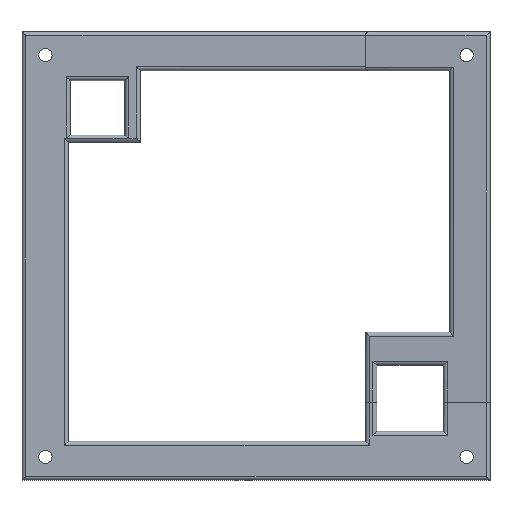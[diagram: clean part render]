
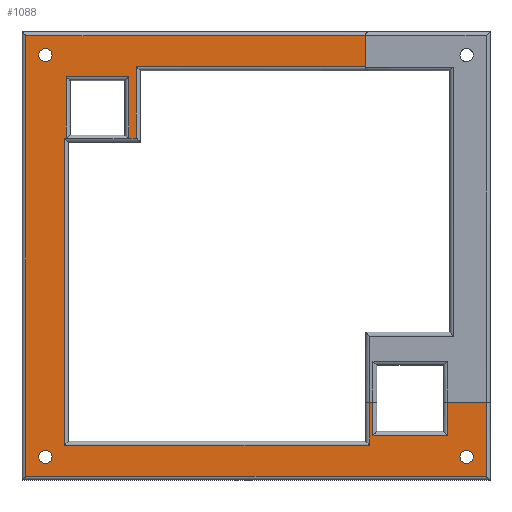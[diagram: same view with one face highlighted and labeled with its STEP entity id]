
A CAD part, top view. The second image highlights one B-rep face of the part: STEP entity #1088.
In plain terms, the highlighted planar face has unit normal (0, 0, 1).
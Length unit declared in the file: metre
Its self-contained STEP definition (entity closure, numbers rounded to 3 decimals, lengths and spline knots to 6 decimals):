
#51=CIRCLE('',#1171,0.0017);
#52=CIRCLE('',#1172,0.0017);
#53=CIRCLE('',#1173,0.0017);
#224=ORIENTED_EDGE('',*,*,#507,.T.);
#225=ORIENTED_EDGE('',*,*,#508,.T.);
#226=ORIENTED_EDGE('',*,*,#458,.F.);
#227=ORIENTED_EDGE('',*,*,#509,.T.);
#228=ORIENTED_EDGE('',*,*,#510,.T.);
#229=ORIENTED_EDGE('',*,*,#511,.T.);
#230=ORIENTED_EDGE('',*,*,#512,.T.);
#231=ORIENTED_EDGE('',*,*,#513,.T.);
#232=ORIENTED_EDGE('',*,*,#514,.T.);
#233=ORIENTED_EDGE('',*,*,#515,.T.);
#234=ORIENTED_EDGE('',*,*,#516,.T.);
#235=ORIENTED_EDGE('',*,*,#517,.T.);
#236=ORIENTED_EDGE('',*,*,#518,.T.);
#237=ORIENTED_EDGE('',*,*,#496,.F.);
#238=ORIENTED_EDGE('',*,*,#519,.T.);
#239=ORIENTED_EDGE('',*,*,#520,.T.);
#240=ORIENTED_EDGE('',*,*,#521,.T.);
#241=ORIENTED_EDGE('',*,*,#522,.T.);
#242=ORIENTED_EDGE('',*,*,#462,.F.);
#243=ORIENTED_EDGE('',*,*,#523,.T.);
#244=ORIENTED_EDGE('',*,*,#524,.F.);
#245=ORIENTED_EDGE('',*,*,#525,.F.);
#246=ORIENTED_EDGE('',*,*,#526,.F.);
#458=EDGE_CURVE('',#612,#613,#713,.T.);
#462=EDGE_CURVE('',#616,#617,#717,.T.);
#496=EDGE_CURVE('',#640,#641,#748,.T.);
#507=EDGE_CURVE('',#646,#647,#758,.F.);
#508=EDGE_CURVE('',#647,#613,#759,.T.);
#509=EDGE_CURVE('',#612,#648,#760,.F.);
#510=EDGE_CURVE('',#648,#649,#761,.F.);
#511=EDGE_CURVE('',#649,#650,#762,.F.);
#512=EDGE_CURVE('',#650,#651,#763,.F.);
#513=EDGE_CURVE('',#651,#652,#764,.F.);
#514=EDGE_CURVE('',#652,#653,#765,.T.);
#515=EDGE_CURVE('',#653,#654,#766,.T.);
#516=EDGE_CURVE('',#654,#655,#767,.F.);
#517=EDGE_CURVE('',#655,#656,#768,.T.);
#518=EDGE_CURVE('',#656,#641,#769,.T.);
#519=EDGE_CURVE('',#640,#657,#770,.F.);
#520=EDGE_CURVE('',#657,#658,#771,.T.);
#521=EDGE_CURVE('',#658,#659,#772,.T.);
#522=EDGE_CURVE('',#659,#617,#773,.F.);
#523=EDGE_CURVE('',#616,#646,#774,.F.);
#524=EDGE_CURVE('',#660,#660,#51,.T.);
#525=EDGE_CURVE('',#661,#661,#52,.T.);
#526=EDGE_CURVE('',#662,#662,#53,.T.);
#612=VERTEX_POINT('',#1672);
#613=VERTEX_POINT('',#1673);
#616=VERTEX_POINT('',#1679);
#617=VERTEX_POINT('',#1681);
#640=VERTEX_POINT('',#1747);
#641=VERTEX_POINT('',#1749);
#646=VERTEX_POINT('',#1771);
#647=VERTEX_POINT('',#1772);
#648=VERTEX_POINT('',#1775);
#649=VERTEX_POINT('',#1777);
#650=VERTEX_POINT('',#1779);
#651=VERTEX_POINT('',#1781);
#652=VERTEX_POINT('',#1783);
#653=VERTEX_POINT('',#1785);
#654=VERTEX_POINT('',#1787);
#655=VERTEX_POINT('',#1789);
#656=VERTEX_POINT('',#1791);
#657=VERTEX_POINT('',#1794);
#658=VERTEX_POINT('',#1796);
#659=VERTEX_POINT('',#1798);
#660=VERTEX_POINT('',#1802);
#661=VERTEX_POINT('',#1804);
#662=VERTEX_POINT('',#1806);
#713=LINE('',#1671,#826);
#717=LINE('',#1680,#830);
#748=LINE('',#1748,#861);
#758=LINE('',#1770,#871);
#759=LINE('',#1773,#872);
#760=LINE('',#1774,#873);
#761=LINE('',#1776,#874);
#762=LINE('',#1778,#875);
#763=LINE('',#1780,#876);
#764=LINE('',#1782,#877);
#765=LINE('',#1784,#878);
#766=LINE('',#1786,#879);
#767=LINE('',#1788,#880);
#768=LINE('',#1790,#881);
#769=LINE('',#1792,#882);
#770=LINE('',#1793,#883);
#771=LINE('',#1795,#884);
#772=LINE('',#1797,#885);
#773=LINE('',#1799,#886);
#774=LINE('',#1800,#887);
#826=VECTOR('',#1313,1.);
#830=VECTOR('',#1317,1.);
#861=VECTOR('',#1374,1.);
#871=VECTOR('',#1398,1.);
#872=VECTOR('',#1399,1.);
#873=VECTOR('',#1400,1.);
#874=VECTOR('',#1401,1.);
#875=VECTOR('',#1402,1.);
#876=VECTOR('',#1403,1.);
#877=VECTOR('',#1404,1.);
#878=VECTOR('',#1405,1.);
#879=VECTOR('',#1406,1.);
#880=VECTOR('',#1407,1.);
#881=VECTOR('',#1408,1.);
#882=VECTOR('',#1409,1.);
#883=VECTOR('',#1410,1.);
#884=VECTOR('',#1411,1.);
#885=VECTOR('',#1412,1.);
#886=VECTOR('',#1413,1.);
#887=VECTOR('',#1414,1.);
#922=EDGE_LOOP('',(#224,#225,#226,#227,#228,#229,#230,#231,#232,#233,#234,
#235,#236,#237,#238,#239,#240,#241,#242,#243));
#923=EDGE_LOOP('',(#244));
#924=EDGE_LOOP('',(#245));
#925=EDGE_LOOP('',(#246));
#995=FACE_BOUND('',#922,.T.);
#996=FACE_BOUND('',#923,.T.);
#997=FACE_BOUND('',#924,.T.);
#998=FACE_BOUND('',#925,.T.);
#1061=PLANE('',#1170);
#1088=ADVANCED_FACE('',(#995,#996,#997,#998),#1061,.T.);
#1170=AXIS2_PLACEMENT_3D('',#1769,#1396,#1397);
#1171=AXIS2_PLACEMENT_3D('',#1801,#1415,#1416);
#1172=AXIS2_PLACEMENT_3D('',#1803,#1417,#1418);
#1173=AXIS2_PLACEMENT_3D('',#1805,#1419,#1420);
#1313=DIRECTION('',(1.,0.,0.));
#1317=DIRECTION('',(1.,0.,0.));
#1374=DIRECTION('',(0.,-1.,0.));
#1396=DIRECTION('',(0.,0.,1.));
#1397=DIRECTION('',(1.,0.,0.));
#1398=DIRECTION('',(1.,0.,0.));
#1399=DIRECTION('',(0.,1.,0.));
#1400=DIRECTION('',(0.,1.,0.));
#1401=DIRECTION('',(1.,0.,0.));
#1402=DIRECTION('',(0.,-1.,0.));
#1403=DIRECTION('',(-1.,0.,0.));
#1404=DIRECTION('',(0.,-1.,0.));
#1405=DIRECTION('',(1.,0.,0.));
#1406=DIRECTION('',(0.,-1.,0.));
#1407=DIRECTION('',(-1.,0.,0.));
#1408=DIRECTION('',(0.,1.,0.));
#1409=DIRECTION('',(1.,0.,0.));
#1410=DIRECTION('',(1.,0.,0.));
#1411=DIRECTION('',(0.,-1.,0.));
#1412=DIRECTION('',(1.,0.,0.));
#1413=DIRECTION('',(0.,-1.,0.));
#1414=DIRECTION('',(0.,1.,0.));
#1415=DIRECTION('',(0.,0.,1.));
#1416=DIRECTION('',(1.,0.,0.));
#1417=DIRECTION('',(0.,0.,1.));
#1418=DIRECTION('',(1.,0.,0.));
#1419=DIRECTION('',(0.,0.,1.));
#1420=DIRECTION('',(1.,0.,0.));
#1671=CARTESIAN_POINT('',(0.128586,-0.11436,0.007));
#1672=CARTESIAN_POINT('',(0.129588,-0.11436,0.007));
#1673=CARTESIAN_POINT('',(0.13051,-0.11436,0.007));
#1679=CARTESIAN_POINT('',(0.14951,-0.11436,0.007));
#1680=CARTESIAN_POINT('',(0.128586,-0.11436,0.007));
#1681=CARTESIAN_POINT('',(0.15951,-0.11436,0.007));
#1747=CARTESIAN_POINT('',(0.128588,-0.02036,0.007));
#1748=CARTESIAN_POINT('',(0.128588,-0.07686,0.007));
#1749=CARTESIAN_POINT('',(0.128588,-0.02836,0.007));
#1769=CARTESIAN_POINT('',(0.10051,-0.07686,0.007));
#1770=CARTESIAN_POINT('',(0.10051,-0.122845,0.007));
#1771=CARTESIAN_POINT('',(0.14951,-0.122845,0.007));
#1772=CARTESIAN_POINT('',(0.13051,-0.122845,0.007));
#1773=CARTESIAN_POINT('',(0.13051,-0.11436,0.007));
#1774=CARTESIAN_POINT('',(0.129588,-0.07686,0.007));
#1775=CARTESIAN_POINT('',(0.129588,-0.12536,0.007));
#1776=CARTESIAN_POINT('',(0.10051,-0.12536,0.007));
#1777=CARTESIAN_POINT('',(0.051388,-0.12536,0.007));
#1778=CARTESIAN_POINT('',(0.051388,-0.07686,0.007));
#1779=CARTESIAN_POINT('',(0.051388,-0.046625,0.007));
#1780=CARTESIAN_POINT('',(0.10051,-0.046625,0.007));
#1781=CARTESIAN_POINT('',(0.05184,-0.046625,0.007));
#1782=CARTESIAN_POINT('',(0.05184,-0.07686,0.007));
#1783=CARTESIAN_POINT('',(0.05184,-0.030875,0.007));
#1784=CARTESIAN_POINT('',(0.06684,-0.030875,0.007));
#1785=CARTESIAN_POINT('',(0.06784,-0.030875,0.007));
#1786=CARTESIAN_POINT('',(0.06784,-0.045875,0.007));
#1787=CARTESIAN_POINT('',(0.06784,-0.046625,0.007));
#1788=CARTESIAN_POINT('',(0.10051,-0.046625,0.007));
#1789=CARTESIAN_POINT('',(0.069851,-0.046625,0.007));
#1790=CARTESIAN_POINT('',(0.069851,-0.02936,0.007));
#1791=CARTESIAN_POINT('',(0.069851,-0.02836,0.007));
#1792=CARTESIAN_POINT('',(0.128588,-0.02836,0.007));
#1793=CARTESIAN_POINT('',(0.10051,-0.02036,0.007));
#1794=CARTESIAN_POINT('',(0.04151,-0.02036,0.007));
#1795=CARTESIAN_POINT('',(0.04151,-0.13436,0.007));
#1796=CARTESIAN_POINT('',(0.04151,-0.13336,0.007));
#1797=CARTESIAN_POINT('',(0.16051,-0.13336,0.007));
#1798=CARTESIAN_POINT('',(0.15951,-0.13336,0.007));
#1799=CARTESIAN_POINT('',(0.15951,-0.07686,0.007));
#1800=CARTESIAN_POINT('',(0.14951,-0.07686,0.007));
#1801=CARTESIAN_POINT('',(0.04651,-0.12836,0.007));
#1802=CARTESIAN_POINT('',(0.04821,-0.12836,0.007));
#1803=CARTESIAN_POINT('',(0.15451,-0.12836,0.007));
#1804=CARTESIAN_POINT('',(0.15621,-0.12836,0.007));
#1805=CARTESIAN_POINT('',(0.04651,-0.02536,0.007));
#1806=CARTESIAN_POINT('',(0.04821,-0.02536,0.007));
